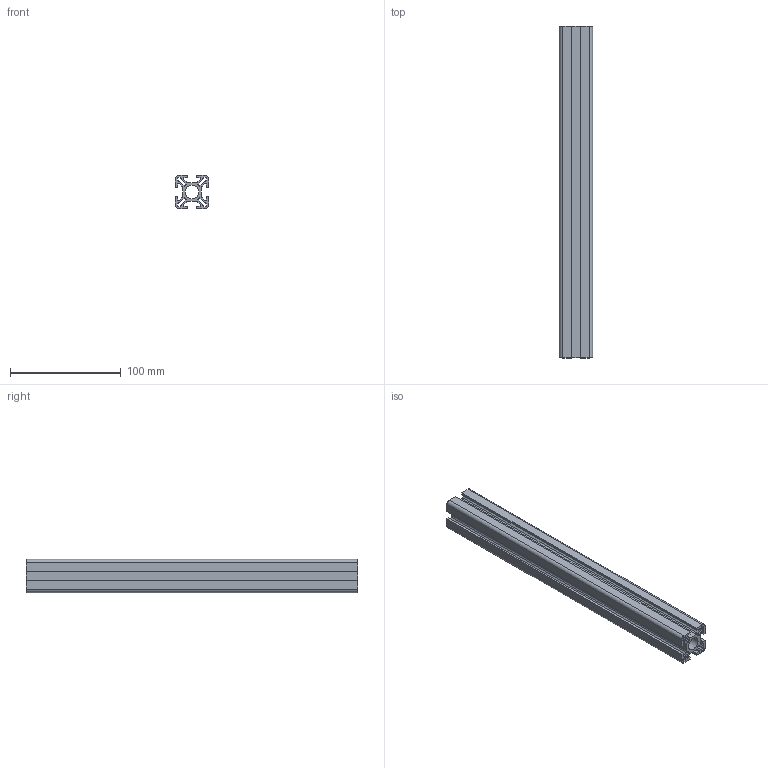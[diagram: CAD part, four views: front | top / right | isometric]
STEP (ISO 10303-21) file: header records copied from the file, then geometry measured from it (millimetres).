
FILE_DESCRIPTION (( 'STEP AP214' ), '1' );
FILE_NAME ('1728062091447.step', '2024-10-04T17:14:53', ( 'Windows User' ), ( '' ), 'SwSTEP 2.0', 'SolidWorks 2011', '' );
FILE_SCHEMA (( 'AUTOMOTIVE_DESIGN' ));
Length unit declared in the file: millimetre
Products named in the file (2): 1.11.030030.43SPx300.00(1); 1728062091447
Assembly tree (1 placements, depth 2):
  1728062091447
    1.11.030030.43SPx300.00(1)
Bounding box: 30 x 300 x 30 mm (x, y, z)
Volume: 111596.8 mm3; surface area: 104474.1 mm2
Topology: 1 solids, 1 shells, 122 faces, 360 edges, 240 vertices
Faces by surface type: plane 62, cylinder 60
Entity records: 4190 total; most frequent: DIRECTION 732, CARTESIAN_POINT 726, ORIENTED_EDGE 720, EDGE_CURVE 360, AXIS2_PLACEMENT_3D 246, LINE 240, VECTOR 240, VERTEX_POINT 240
